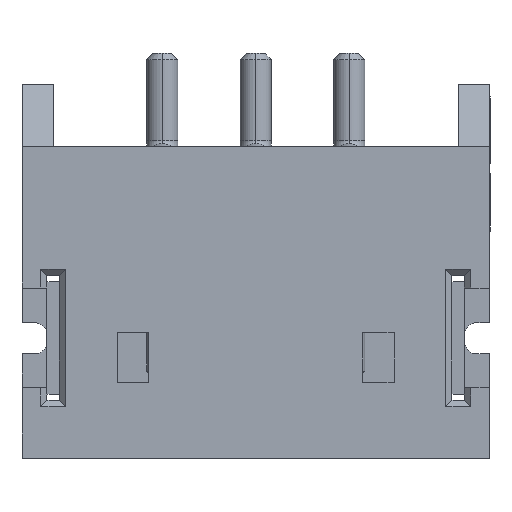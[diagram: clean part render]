
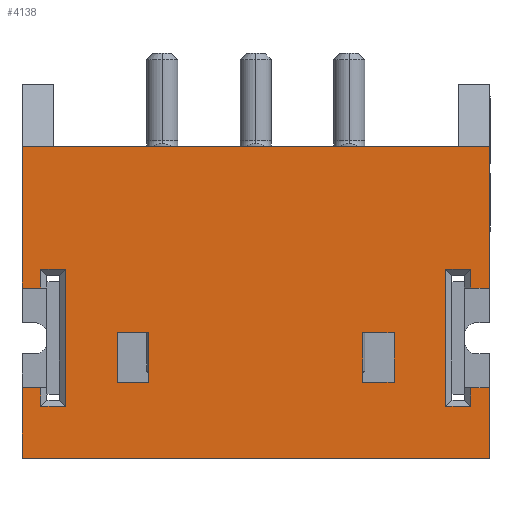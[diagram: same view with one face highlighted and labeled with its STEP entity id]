
A CAD part, top view. The second image highlights one B-rep face of the part: STEP entity #4138.
In plain terms, the highlighted planar face has unit normal (0, 0, 1).
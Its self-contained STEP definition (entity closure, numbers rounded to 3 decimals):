
#2597 = EDGE_CURVE('',#2598,#2600,#2602,.T.);
#2598 = VERTEX_POINT('',#2599);
#2599 = CARTESIAN_POINT('',(3.745,-1.199,3.8
    ));
#2600 = VERTEX_POINT('',#2601);
#2601 = CARTESIAN_POINT('',(3.745,1.071,3.8)
  );
#2602 = LINE('',#2603,#2604);
#2603 = CARTESIAN_POINT('',(3.745,-3.929,3.8
    ));
#2604 = VECTOR('',#2605,1.);
#2605 = DIRECTION('',(0.,1.,0.));
#4040 = VERTEX_POINT('',#4041);
#4041 = CARTESIAN_POINT('',(-3.755,1.071,3.8
    ));
#4047 = EDGE_CURVE('',#4040,#2600,#4048,.T.);
#4048 = LINE('',#4049,#4050);
#4049 = CARTESIAN_POINT('',(-0.005,1.071,
    3.8));
#4050 = VECTOR('',#4051,1.);
#4051 = DIRECTION('',(1.,0.,0.));
#4062 = EDGE_CURVE('',#4063,#4065,#4067,.T.);
#4063 = VERTEX_POINT('',#4064);
#4064 = CARTESIAN_POINT('',(-3.755,-2.799,
    3.8));
#4065 = VERTEX_POINT('',#4066);
#4066 = CARTESIAN_POINT('',(-3.755,-3.929,
    3.8));
#4067 = LINE('',#4068,#4069);
#4068 = CARTESIAN_POINT('',(-3.755,-3.929,
    3.8));
#4069 = VECTOR('',#4070,1.);
#4070 = DIRECTION('',(0.,-1.,0.));
#4113 = VERTEX_POINT('',#4114);
#4114 = CARTESIAN_POINT('',(3.745,-2.799,3.8
    ));
#4120 = EDGE_CURVE('',#4121,#4113,#4123,.T.);
#4121 = VERTEX_POINT('',#4122);
#4122 = CARTESIAN_POINT('',(3.745,-3.929,3.8
    ));
#4123 = LINE('',#4124,#4125);
#4124 = CARTESIAN_POINT('',(3.745,-3.929,3.8
    ));
#4125 = VECTOR('',#4126,1.);
#4126 = DIRECTION('',(0.,1.,0.));
#4138 = ADVANCED_FACE('',(#4139,#4267,#4301),#4335,.T.);
#4139 = FACE_BOUND('',#4140,.T.);
#4140 = EDGE_LOOP('',(#4141,#4151,#4159,#4165,#4166,#4167,#4175,#4183,
    #4191,#4199,#4207,#4215,#4223,#4229,#4230,#4236,#4237,#4245,#4253,
    #4261));
#4141 = ORIENTED_EDGE('',*,*,#4142,.T.);
#4142 = EDGE_CURVE('',#4143,#4145,#4147,.T.);
#4143 = VERTEX_POINT('',#4144);
#4144 = CARTESIAN_POINT('',(3.045,-0.899,3.8
    ));
#4145 = VERTEX_POINT('',#4146);
#4146 = CARTESIAN_POINT('',(3.445,-0.899,3.8
    ));
#4147 = LINE('',#4148,#4149);
#4148 = CARTESIAN_POINT('',(3.345,-0.899,3.8
    ));
#4149 = VECTOR('',#4150,1.);
#4150 = DIRECTION('',(1.,0.,0.));
#4151 = ORIENTED_EDGE('',*,*,#4152,.T.);
#4152 = EDGE_CURVE('',#4145,#4153,#4155,.T.);
#4153 = VERTEX_POINT('',#4154);
#4154 = CARTESIAN_POINT('',(3.445,-1.199,3.8
    ));
#4155 = LINE('',#4156,#4157);
#4156 = CARTESIAN_POINT('',(3.445,-0.929,3.8
    ));
#4157 = VECTOR('',#4158,1.);
#4158 = DIRECTION('',(0.,-1.,0.));
#4159 = ORIENTED_EDGE('',*,*,#4160,.T.);
#4160 = EDGE_CURVE('',#4153,#2598,#4161,.T.);
#4161 = LINE('',#4162,#4163);
#4162 = CARTESIAN_POINT('',(3.745,-1.199,3.8
    ));
#4163 = VECTOR('',#4164,1.);
#4164 = DIRECTION('',(1.,0.,0.));
#4165 = ORIENTED_EDGE('',*,*,#2597,.T.);
#4166 = ORIENTED_EDGE('',*,*,#4047,.F.);
#4167 = ORIENTED_EDGE('',*,*,#4168,.T.);
#4168 = EDGE_CURVE('',#4040,#4169,#4171,.T.);
#4169 = VERTEX_POINT('',#4170);
#4170 = CARTESIAN_POINT('',(-3.755,-1.199,
    3.8));
#4171 = LINE('',#4172,#4173);
#4172 = CARTESIAN_POINT('',(-3.755,-3.929,
    3.8));
#4173 = VECTOR('',#4174,1.);
#4174 = DIRECTION('',(0.,-1.,0.));
#4175 = ORIENTED_EDGE('',*,*,#4176,.T.);
#4176 = EDGE_CURVE('',#4169,#4177,#4179,.T.);
#4177 = VERTEX_POINT('',#4178);
#4178 = CARTESIAN_POINT('',(-3.455,-1.199,
    3.8));
#4179 = LINE('',#4180,#4181);
#4180 = CARTESIAN_POINT('',(-3.755,-1.199,
    3.8));
#4181 = VECTOR('',#4182,1.);
#4182 = DIRECTION('',(1.,0.,0.));
#4183 = ORIENTED_EDGE('',*,*,#4184,.T.);
#4184 = EDGE_CURVE('',#4177,#4185,#4187,.T.);
#4185 = VERTEX_POINT('',#4186);
#4186 = CARTESIAN_POINT('',(-3.455,-0.899,
    3.8));
#4187 = LINE('',#4188,#4189);
#4188 = CARTESIAN_POINT('',(-3.455,-0.929,
    3.8));
#4189 = VECTOR('',#4190,1.);
#4190 = DIRECTION('',(0.,1.,0.));
#4191 = ORIENTED_EDGE('',*,*,#4192,.T.);
#4192 = EDGE_CURVE('',#4185,#4193,#4195,.T.);
#4193 = VERTEX_POINT('',#4194);
#4194 = CARTESIAN_POINT('',(-3.055,-0.899,
    3.8));
#4195 = LINE('',#4196,#4197);
#4196 = CARTESIAN_POINT('',(-0.005,-0.899,
    3.8));
#4197 = VECTOR('',#4198,1.);
#4198 = DIRECTION('',(1.,0.,0.));
#4199 = ORIENTED_EDGE('',*,*,#4200,.T.);
#4200 = EDGE_CURVE('',#4193,#4201,#4203,.T.);
#4201 = VERTEX_POINT('',#4202);
#4202 = CARTESIAN_POINT('',(-3.055,-3.099,
    3.8));
#4203 = LINE('',#4204,#4205);
#4204 = CARTESIAN_POINT('',(-3.055,-0.929,
    3.8));
#4205 = VECTOR('',#4206,1.);
#4206 = DIRECTION('',(0.,-1.,0.));
#4207 = ORIENTED_EDGE('',*,*,#4208,.T.);
#4208 = EDGE_CURVE('',#4201,#4209,#4211,.T.);
#4209 = VERTEX_POINT('',#4210);
#4210 = CARTESIAN_POINT('',(-3.455,-3.099,
    3.8));
#4211 = LINE('',#4212,#4213);
#4212 = CARTESIAN_POINT('',(-0.005,-3.099,
    3.8));
#4213 = VECTOR('',#4214,1.);
#4214 = DIRECTION('',(-1.,0.,0.));
#4215 = ORIENTED_EDGE('',*,*,#4216,.T.);
#4216 = EDGE_CURVE('',#4209,#4217,#4219,.T.);
#4217 = VERTEX_POINT('',#4218);
#4218 = CARTESIAN_POINT('',(-3.455,-2.799,
    3.8));
#4219 = LINE('',#4220,#4221);
#4220 = CARTESIAN_POINT('',(-3.455,-0.929,
    3.8));
#4221 = VECTOR('',#4222,1.);
#4222 = DIRECTION('',(0.,1.,0.));
#4223 = ORIENTED_EDGE('',*,*,#4224,.T.);
#4224 = EDGE_CURVE('',#4217,#4063,#4225,.T.);
#4225 = LINE('',#4226,#4227);
#4226 = CARTESIAN_POINT('',(-3.755,-2.799,
    3.8));
#4227 = VECTOR('',#4228,1.);
#4228 = DIRECTION('',(-1.,0.,0.));
#4229 = ORIENTED_EDGE('',*,*,#4062,.T.);
#4230 = ORIENTED_EDGE('',*,*,#4231,.T.);
#4231 = EDGE_CURVE('',#4065,#4121,#4232,.T.);
#4232 = LINE('',#4233,#4234);
#4233 = CARTESIAN_POINT('',(3.745,-3.929,3.8
    ));
#4234 = VECTOR('',#4235,1.);
#4235 = DIRECTION('',(1.,0.,0.));
#4236 = ORIENTED_EDGE('',*,*,#4120,.T.);
#4237 = ORIENTED_EDGE('',*,*,#4238,.T.);
#4238 = EDGE_CURVE('',#4113,#4239,#4241,.T.);
#4239 = VERTEX_POINT('',#4240);
#4240 = CARTESIAN_POINT('',(3.445,-2.799,3.8
    ));
#4241 = LINE('',#4242,#4243);
#4242 = CARTESIAN_POINT('',(3.745,-2.799,3.8
    ));
#4243 = VECTOR('',#4244,1.);
#4244 = DIRECTION('',(-1.,0.,0.));
#4245 = ORIENTED_EDGE('',*,*,#4246,.T.);
#4246 = EDGE_CURVE('',#4239,#4247,#4249,.T.);
#4247 = VERTEX_POINT('',#4248);
#4248 = CARTESIAN_POINT('',(3.445,-3.099,3.8
    ));
#4249 = LINE('',#4250,#4251);
#4250 = CARTESIAN_POINT('',(3.445,-0.929,3.8
    ));
#4251 = VECTOR('',#4252,1.);
#4252 = DIRECTION('',(0.,-1.,0.));
#4253 = ORIENTED_EDGE('',*,*,#4254,.T.);
#4254 = EDGE_CURVE('',#4247,#4255,#4257,.T.);
#4255 = VERTEX_POINT('',#4256);
#4256 = CARTESIAN_POINT('',(3.045,-3.099,3.8
    ));
#4257 = LINE('',#4258,#4259);
#4258 = CARTESIAN_POINT('',(3.145,-3.099,3.8
    ));
#4259 = VECTOR('',#4260,1.);
#4260 = DIRECTION('',(-1.,0.,0.));
#4261 = ORIENTED_EDGE('',*,*,#4262,.T.);
#4262 = EDGE_CURVE('',#4255,#4143,#4263,.T.);
#4263 = LINE('',#4264,#4265);
#4264 = CARTESIAN_POINT('',(3.045,-0.929,3.8
    ));
#4265 = VECTOR('',#4266,1.);
#4266 = DIRECTION('',(0.,1.,0.));
#4267 = FACE_BOUND('',#4268,.T.);
#4268 = EDGE_LOOP('',(#4269,#4279,#4287,#4295));
#4269 = ORIENTED_EDGE('',*,*,#4270,.F.);
#4270 = EDGE_CURVE('',#4271,#4273,#4275,.T.);
#4271 = VERTEX_POINT('',#4272);
#4272 = CARTESIAN_POINT('',(2.215,-2.714,3.8
    ));
#4273 = VERTEX_POINT('',#4274);
#4274 = CARTESIAN_POINT('',(2.215,-1.914,3.8
    ));
#4275 = LINE('',#4276,#4277);
#4276 = CARTESIAN_POINT('',(2.215,-1.914,3.8
    ));
#4277 = VECTOR('',#4278,1.);
#4278 = DIRECTION('',(0.,1.,0.));
#4279 = ORIENTED_EDGE('',*,*,#4280,.F.);
#4280 = EDGE_CURVE('',#4281,#4271,#4283,.T.);
#4281 = VERTEX_POINT('',#4282);
#4282 = CARTESIAN_POINT('',(1.715,-2.714,3.8
    ));
#4283 = LINE('',#4284,#4285);
#4284 = CARTESIAN_POINT('',(2.215,-2.714,3.8
    ));
#4285 = VECTOR('',#4286,1.);
#4286 = DIRECTION('',(1.,0.,0.));
#4287 = ORIENTED_EDGE('',*,*,#4288,.F.);
#4288 = EDGE_CURVE('',#4289,#4281,#4291,.T.);
#4289 = VERTEX_POINT('',#4290);
#4290 = CARTESIAN_POINT('',(1.715,-1.914,3.8
    ));
#4291 = LINE('',#4292,#4293);
#4292 = CARTESIAN_POINT('',(1.715,-1.914,3.8
    ));
#4293 = VECTOR('',#4294,1.);
#4294 = DIRECTION('',(0.,-1.,0.));
#4295 = ORIENTED_EDGE('',*,*,#4296,.F.);
#4296 = EDGE_CURVE('',#4273,#4289,#4297,.T.);
#4297 = LINE('',#4298,#4299);
#4298 = CARTESIAN_POINT('',(2.215,-1.914,3.8
    ));
#4299 = VECTOR('',#4300,1.);
#4300 = DIRECTION('',(-1.,0.,0.));
#4301 = FACE_BOUND('',#4302,.T.);
#4302 = EDGE_LOOP('',(#4303,#4313,#4321,#4329));
#4303 = ORIENTED_EDGE('',*,*,#4304,.F.);
#4304 = EDGE_CURVE('',#4305,#4307,#4309,.T.);
#4305 = VERTEX_POINT('',#4306);
#4306 = CARTESIAN_POINT('',(-2.225,-1.914,
    3.8));
#4307 = VERTEX_POINT('',#4308);
#4308 = CARTESIAN_POINT('',(-2.225,-2.714,
    3.8));
#4309 = LINE('',#4310,#4311);
#4310 = CARTESIAN_POINT('',(-2.225,-1.914,
    3.8));
#4311 = VECTOR('',#4312,1.);
#4312 = DIRECTION('',(0.,-1.,0.));
#4313 = ORIENTED_EDGE('',*,*,#4314,.F.);
#4314 = EDGE_CURVE('',#4315,#4305,#4317,.T.);
#4315 = VERTEX_POINT('',#4316);
#4316 = CARTESIAN_POINT('',(-1.725,-1.914,
    3.8));
#4317 = LINE('',#4318,#4319);
#4318 = CARTESIAN_POINT('',(-2.225,-1.914,
    3.8));
#4319 = VECTOR('',#4320,1.);
#4320 = DIRECTION('',(-1.,0.,0.));
#4321 = ORIENTED_EDGE('',*,*,#4322,.F.);
#4322 = EDGE_CURVE('',#4323,#4315,#4325,.T.);
#4323 = VERTEX_POINT('',#4324);
#4324 = CARTESIAN_POINT('',(-1.725,-2.714,
    3.8));
#4325 = LINE('',#4326,#4327);
#4326 = CARTESIAN_POINT('',(-1.725,-1.914,
    3.8));
#4327 = VECTOR('',#4328,1.);
#4328 = DIRECTION('',(0.,1.,0.));
#4329 = ORIENTED_EDGE('',*,*,#4330,.F.);
#4330 = EDGE_CURVE('',#4307,#4323,#4331,.T.);
#4331 = LINE('',#4332,#4333);
#4332 = CARTESIAN_POINT('',(-2.225,-2.714,
    3.8));
#4333 = VECTOR('',#4334,1.);
#4334 = DIRECTION('',(1.,0.,0.));
#4335 = PLANE('',#4336);
#4336 = AXIS2_PLACEMENT_3D('',#4337,#4338,#4339);
#4337 = CARTESIAN_POINT('',(-0.005,-0.929,
    3.8));
#4338 = DIRECTION('',(0.,0.,1.));
#4339 = DIRECTION('',(-1.,0.,0.));
